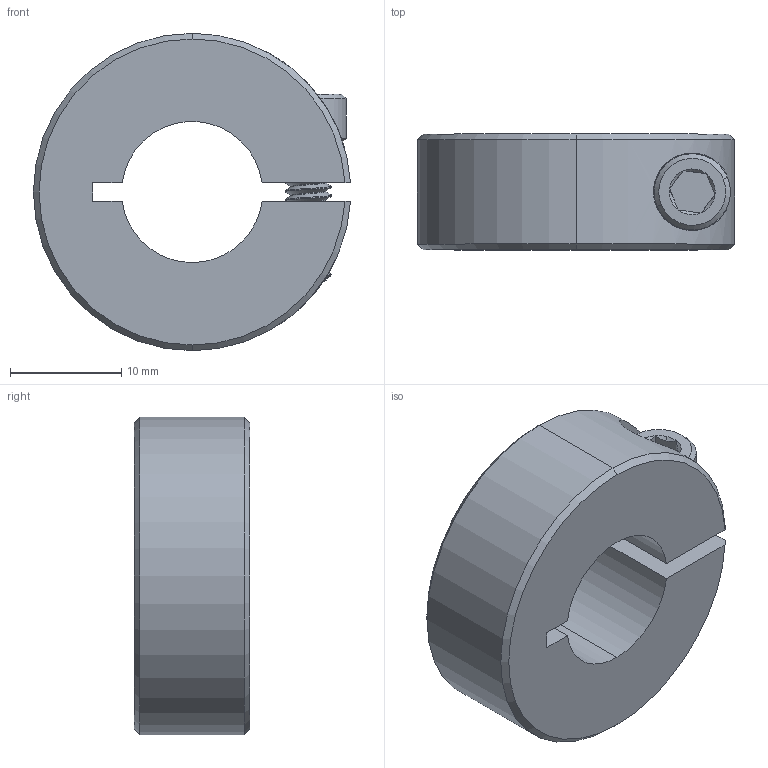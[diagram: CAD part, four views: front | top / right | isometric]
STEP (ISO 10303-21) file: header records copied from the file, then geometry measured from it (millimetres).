
FILE_DESCRIPTION (( 'STEP AP214' ), '1' );
FILE_NAME ('am-2099 Collar Clamp, 0.5'''' Bore, Aluminum.STEP', '2014-08-21T20:05:46', ( '' ), ( '' ), 'SwSTEP 2.0', 'SolidWorks 2014', '' );
FILE_SCHEMA (( 'AUTOMOTIVE_DESIGN' ));
Length unit declared in the file: inch
Products named in the file (3): am-2099 Screw Only_91251A194; am-2099 Clamp Only; am-2099 Collar Clamp, 0.5'''' Bore, Aluminum
Assembly tree (2 placements, depth 2):
  am-2099 Collar Clamp, 0.5'''' Bore, Aluminum
    am-2099 Clamp Only
    am-2099 Screw Only_91251A194
Bounding box: 28.55 x 10.41 x 28.57 mm (x, y, z)
Volume: 5057.4 mm3; surface area: 3091.1 mm2
Topology: 2 solids, 2 shells, 117 faces, 309 edges, 199 vertices
Faces by surface type: cylinder 78, cone 19, plane 18, bspline 2
Entity records: 5496 total; most frequent: CARTESIAN_POINT 2790, ORIENTED_EDGE 618, DIRECTION 446, EDGE_CURVE 309, VERTEX_POINT 199, AXIS2_PLACEMENT_3D 166, EDGE_LOOP 124, FACE_OUTER_BOUND 117
